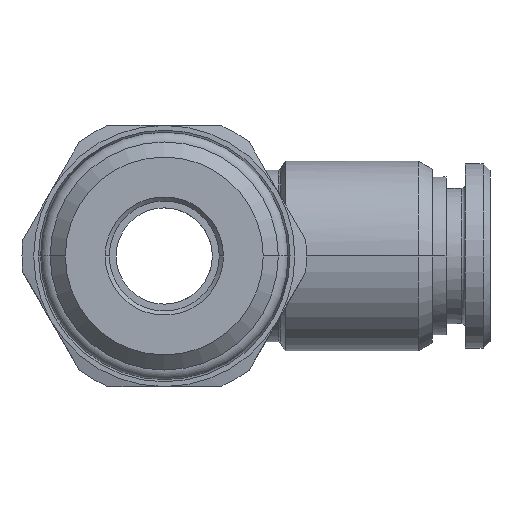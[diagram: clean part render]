
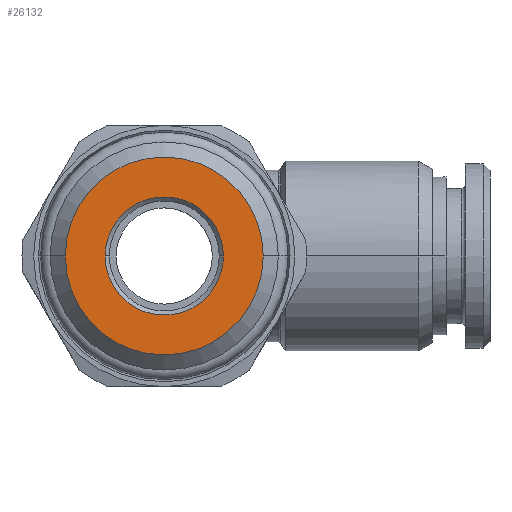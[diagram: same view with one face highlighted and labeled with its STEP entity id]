
A CAD part, left-side view. The second image highlights one B-rep face of the part: STEP entity #26132.
In plain terms, the highlighted planar face has unit normal (-1, 0, 0).
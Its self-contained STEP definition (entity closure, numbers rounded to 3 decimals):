
#26024=CARTESIAN_POINT('Vertex',(-22.,-7.2,0.)) ;
#26031=CARTESIAN_POINT('Vertex',(-22.,7.2,0.)) ;
#26034=CARTESIAN_POINT('Axis2P3D Location',(-22.,0.,0.)) ;
#26051=CARTESIAN_POINT('Axis2P3D Location',(-22.,0.,0.)) ;
#26063=CARTESIAN_POINT('Axis2P3D Location',(-22.,0.,0.)) ;
#26073=CARTESIAN_POINT('Control Point',(-22.,4.3,0.)) ;
#26074=CARTESIAN_POINT('Control Point',(-22.,4.3,-0.406)) ;
#26075=CARTESIAN_POINT('Control Point',(-22.,4.252,-0.813)) ;
#26076=CARTESIAN_POINT('Control Point',(-22.,4.156,-1.211)) ;
#26077=CARTESIAN_POINT('Control Point',(-22.,3.872,-1.979)) ;
#26078=CARTESIAN_POINT('Control Point',(-22.,3.416,-2.659)) ;
#26079=CARTESIAN_POINT('Control Point',(-22.,3.149,-2.97)) ;
#26080=CARTESIAN_POINT('Control Point',(-22.,2.547,-3.524)) ;
#26081=CARTESIAN_POINT('Control Point',(-22.,1.832,-3.922)) ;
#26082=CARTESIAN_POINT('Control Point',(-22.,1.452,-4.078)) ;
#26083=CARTESIAN_POINT('Control Point',(-22.,0.664,-4.297)) ;
#26084=CARTESIAN_POINT('Control Point',(-22.,-0.154,-4.326)) ;
#26085=CARTESIAN_POINT('Control Point',(-22.,-0.563,-4.292)) ;
#26086=CARTESIAN_POINT('Control Point',(-22.,-1.364,-4.128)) ;
#26087=CARTESIAN_POINT('Control Point',(-22.,-2.106,-3.782)) ;
#26088=CARTESIAN_POINT('Control Point',(-22.,-2.454,-3.566)) ;
#26089=CARTESIAN_POINT('Control Point',(-22.,-3.094,-3.055)) ;
#26090=CARTESIAN_POINT('Control Point',(-22.,-3.597,-2.409)) ;
#26091=CARTESIAN_POINT('Control Point',(-22.,-3.808,-2.058)) ;
#26092=CARTESIAN_POINT('Control Point',(-22.,-4.086,-1.443)) ;
#26093=CARTESIAN_POINT('Control Point',(-22.,-4.239,-0.789)) ;
#26094=CARTESIAN_POINT('Control Point',(-22.,-4.28,-0.527)) ;
#26095=CARTESIAN_POINT('Control Point',(-22.,-4.3,-0.264)) ;
#26096=CARTESIAN_POINT('Control Point',(-22.,-4.3,0.)) ;
#26097=CARTESIAN_POINT('Vertex',(-22.,4.3,0.)) ;
#26099=CARTESIAN_POINT('Vertex',(-22.,-4.3,0.)) ;
#26103=CARTESIAN_POINT('Control Point',(-22.,-4.3,0.)) ;
#26104=CARTESIAN_POINT('Control Point',(-22.,-4.3,0.406)) ;
#26105=CARTESIAN_POINT('Control Point',(-22.,-4.252,0.813)) ;
#26106=CARTESIAN_POINT('Control Point',(-22.,-4.156,1.211)) ;
#26107=CARTESIAN_POINT('Control Point',(-22.,-3.872,1.979)) ;
#26108=CARTESIAN_POINT('Control Point',(-22.,-3.416,2.659)) ;
#26109=CARTESIAN_POINT('Control Point',(-22.,-3.149,2.97)) ;
#26110=CARTESIAN_POINT('Control Point',(-22.,-2.547,3.524)) ;
#26111=CARTESIAN_POINT('Control Point',(-22.,-1.832,3.922)) ;
#26112=CARTESIAN_POINT('Control Point',(-22.,-1.452,4.078)) ;
#26113=CARTESIAN_POINT('Control Point',(-22.,-0.664,4.297)) ;
#26114=CARTESIAN_POINT('Control Point',(-22.,0.154,4.326)) ;
#26115=CARTESIAN_POINT('Control Point',(-22.,0.563,4.292)) ;
#26116=CARTESIAN_POINT('Control Point',(-22.,1.364,4.128)) ;
#26117=CARTESIAN_POINT('Control Point',(-22.,2.106,3.782)) ;
#26118=CARTESIAN_POINT('Control Point',(-22.,2.454,3.566)) ;
#26119=CARTESIAN_POINT('Control Point',(-22.,3.094,3.055)) ;
#26120=CARTESIAN_POINT('Control Point',(-22.,3.597,2.409)) ;
#26121=CARTESIAN_POINT('Control Point',(-22.,3.808,2.058)) ;
#26122=CARTESIAN_POINT('Control Point',(-22.,4.086,1.443)) ;
#26123=CARTESIAN_POINT('Control Point',(-22.,4.239,0.789)) ;
#26124=CARTESIAN_POINT('Control Point',(-22.,4.28,0.527)) ;
#26125=CARTESIAN_POINT('Control Point',(-22.,4.3,0.264)) ;
#26126=CARTESIAN_POINT('Control Point',(-22.,4.3,0.)) ;
#26035=DIRECTION('Axis2P3D Direction',(1.,0.,0.)) ;
#26052=DIRECTION('Axis2P3D Direction',(1.,0.,0.)) ;
#26064=DIRECTION('Axis2P3D Direction',(1.,0.,-0.)) ;
#26065=DIRECTION('Axis2P3D XDirection',(0.,0.,1.)) ;
#26036=AXIS2_PLACEMENT_3D('Circle Axis2P3D',#26034,#26035,$) ;
#26053=AXIS2_PLACEMENT_3D('Circle Axis2P3D',#26051,#26052,$) ;
#26066=AXIS2_PLACEMENT_3D('Plane Axis2P3D',#26063,#26064,#26065) ;
#26069=ORIENTED_EDGE('',*,*,#26055,.F.) ;
#26070=ORIENTED_EDGE('',*,*,#26038,.F.) ;
#26129=ORIENTED_EDGE('',*,*,#26101,.F.) ;
#26130=ORIENTED_EDGE('',*,*,#26127,.F.) ;
#26131=FACE_BOUND('',#26128,.T.) ;
#26132=ADVANCED_FACE('PR427B-08G38',(#26071,#26131),#26067,.F.) ;
#26072=B_SPLINE_CURVE_WITH_KNOTS('',5,(#26073,#26074,#26075,#26076,#26077,#26078,#26079,#26080,#26081,#26082,#26083,#26084,#26085,#26086,#26087,#26088,#26089,#26090,#26091,#26092,#26093,#26094,#26095,#26096),.UNSPECIFIED.,.F.,.U.,(6,3,3,3,3,3,3,6),(0.,2.873,5.747,8.62,11.493,14.366,17.24,19.104),.UNSPECIFIED.) ;
#26102=B_SPLINE_CURVE_WITH_KNOTS('',5,(#26103,#26104,#26105,#26106,#26107,#26108,#26109,#26110,#26111,#26112,#26113,#26114,#26115,#26116,#26117,#26118,#26119,#26120,#26121,#26122,#26123,#26124,#26125,#26126),.UNSPECIFIED.,.F.,.U.,(6,3,3,3,3,3,3,6),(0.,2.873,5.747,8.62,11.493,14.366,17.24,19.104),.UNSPECIFIED.) ;
#26037=CIRCLE('generated circle',#26036,7.2) ;
#26054=CIRCLE('generated circle',#26053,7.2) ;
#26038=EDGE_CURVE('',#26032,#26025,#26037,.T.) ;
#26055=EDGE_CURVE('',#26025,#26032,#26054,.T.) ;
#26101=EDGE_CURVE('',#26098,#26100,#26072,.T.) ;
#26127=EDGE_CURVE('',#26100,#26098,#26102,.T.) ;
#26068=EDGE_LOOP('',(#26069,#26070)) ;
#26128=EDGE_LOOP('',(#26129,#26130)) ;
#26071=FACE_OUTER_BOUND('',#26068,.T.) ;
#26067=PLANE('',#26066) ;
#26025=VERTEX_POINT('',#26024) ;
#26032=VERTEX_POINT('',#26031) ;
#26098=VERTEX_POINT('',#26097) ;
#26100=VERTEX_POINT('',#26099) ;
